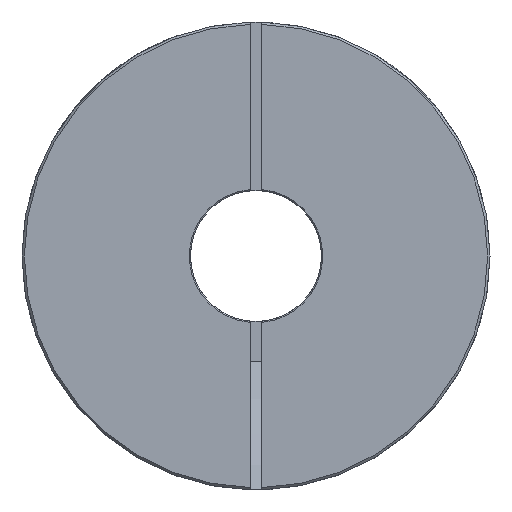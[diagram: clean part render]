
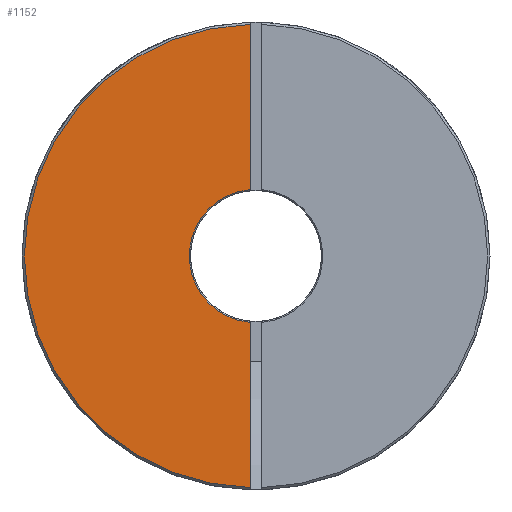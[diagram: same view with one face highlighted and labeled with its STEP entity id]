
A CAD part, left-side view. The second image highlights one B-rep face of the part: STEP entity #1152.
In plain terms, the highlighted planar face has unit normal (-1, 0, 0).
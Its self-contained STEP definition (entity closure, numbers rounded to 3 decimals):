
#7 = DIRECTION ( 'NONE',  ( 1., 0., 0. ) ) ;
#32 = ORIENTED_EDGE ( 'NONE', *, *, #1520, .T. ) ;
#40 = CARTESIAN_POINT ( 'NONE',  ( 0., 0.61, 24.742 ) ) ;
#65 = DIRECTION ( 'NONE',  ( -1., 0., 0. ) ) ;
#86 = ORIENTED_EDGE ( 'NONE', *, *, #1516, .T. ) ;
#95 = ORIENTED_EDGE ( 'NONE', *, *, #1462, .T. ) ;
#118 = DIRECTION ( 'NONE',  ( 0., 0., -1. ) ) ;
#222 = CARTESIAN_POINT ( 'NONE',  ( 0., 0., 0. ) ) ;
#335 = VECTOR ( 'NONE', #1917, 1000. ) ;
#359 = LINE ( 'NONE', #1914, #335 ) ;
#429 = AXIS2_PLACEMENT_3D ( 'NONE', #222, #65, #118 ) ;
#433 = AXIS2_PLACEMENT_3D ( 'NONE', #1376, #7, #738 ) ;
#537 = CIRCLE ( 'NONE', #429, 24.75 ) ;
#541 = CIRCLE ( 'NONE', #433, 7.125 ) ;
#620 = LINE ( 'NONE', #1978, #652 ) ;
#636 = AXIS2_PLACEMENT_3D ( 'NONE', #1298, #1316, #1317 ) ;
#641 = CARTESIAN_POINT ( 'NONE',  ( 0., 0.61, -24.742 ) ) ;
#652 = VECTOR ( 'NONE', #1985, 1000. ) ;
#738 = DIRECTION ( 'NONE',  ( 0., 0., -1. ) ) ;
#749 = VERTEX_POINT ( 'NONE', #935 ) ;
#788 = VERTEX_POINT ( 'NONE', #1577 ) ;
#821 = VERTEX_POINT ( 'NONE', #641 ) ;
#874 = EDGE_LOOP ( 'NONE', ( #95, #86, #1997, #32 ) ) ;
#935 = CARTESIAN_POINT ( 'NONE',  ( 0., 0.61, -7.099 ) ) ;
#1152 = ADVANCED_FACE ( 'NONE', ( #1227 ), #1314, .F. ) ;
#1227 = FACE_OUTER_BOUND ( 'NONE', #874, .T. ) ;
#1298 = CARTESIAN_POINT ( 'NONE',  ( 0., 0., 0. ) ) ;
#1314 = PLANE ( 'NONE',  #636 ) ;
#1316 = DIRECTION ( 'NONE',  ( 1., 0., 0. ) ) ;
#1317 = DIRECTION ( 'NONE',  ( 0., 0., -1. ) ) ;
#1376 = CARTESIAN_POINT ( 'NONE',  ( 0., 0., 0. ) ) ;
#1462 = EDGE_CURVE ( 'NONE', #821, #749, #620, .T. ) ;
#1516 = EDGE_CURVE ( 'NONE', #749, #788, #541, .T. ) ;
#1520 = EDGE_CURVE ( 'NONE', #2078, #821, #537, .T. ) ;
#1577 = CARTESIAN_POINT ( 'NONE',  ( 0., 0.61, 7.099 ) ) ;
#1662 = EDGE_CURVE ( 'NONE', #788, #2078, #359, .T. ) ;
#1914 = CARTESIAN_POINT ( 'NONE',  ( 0., 0.61, 24.993 ) ) ;
#1917 = DIRECTION ( 'NONE',  ( 0., 0., 1. ) ) ;
#1978 = CARTESIAN_POINT ( 'NONE',  ( 0., 0.61, 24.993 ) ) ;
#1985 = DIRECTION ( 'NONE',  ( 0., 0., 1. ) ) ;
#1997 = ORIENTED_EDGE ( 'NONE', *, *, #1662, .T. ) ;
#2078 = VERTEX_POINT ( 'NONE', #40 ) ;
